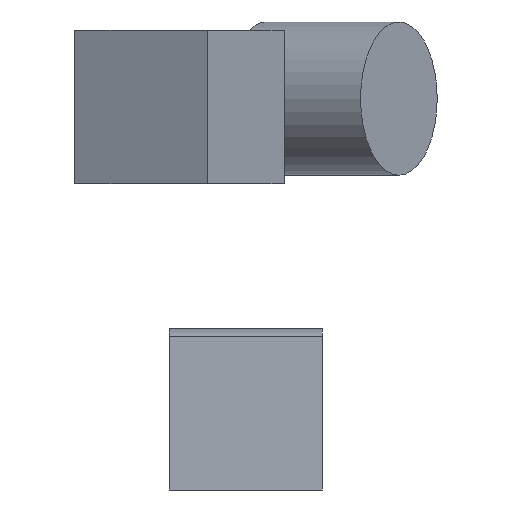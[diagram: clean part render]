
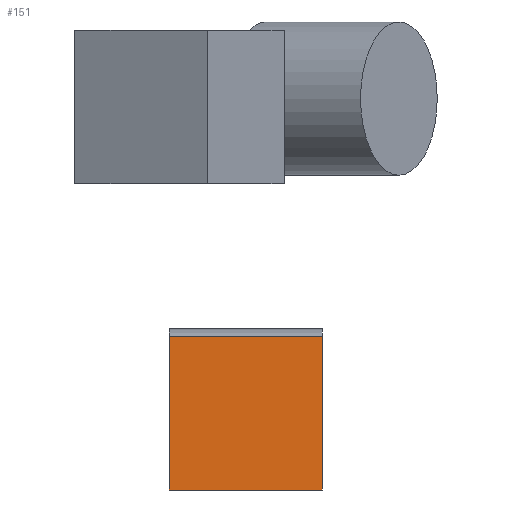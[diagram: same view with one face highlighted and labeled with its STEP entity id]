
A CAD part, left-side view. The second image highlights one B-rep face of the part: STEP entity #151.
In plain terms, the highlighted planar face has unit normal (-1, 0, 0).
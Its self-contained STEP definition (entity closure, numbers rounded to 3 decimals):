
#44=FACE_OUTER_BOUND('',#53,.T.);
#53=EDGE_LOOP('',(#119,#120,#121,#122));
#63=LINE('',#271,#76);
#65=LINE('',#277,#78);
#68=LINE('',#282,#81);
#69=LINE('',#283,#82);
#76=VECTOR('',#217,10.);
#78=VECTOR('',#221,10.);
#81=VECTOR('',#226,10.);
#82=VECTOR('',#227,10.);
#86=VERTEX_POINT('',#264);
#89=VERTEX_POINT('',#269);
#91=VERTEX_POINT('',#274);
#92=VERTEX_POINT('',#276);
#99=EDGE_CURVE('',#89,#86,#63,.T.);
#101=EDGE_CURVE('',#91,#92,#65,.T.);
#104=EDGE_CURVE('',#89,#92,#68,.T.);
#105=EDGE_CURVE('',#86,#91,#69,.T.);
#119=ORIENTED_EDGE('',*,*,#104,.T.);
#120=ORIENTED_EDGE('',*,*,#101,.F.);
#121=ORIENTED_EDGE('',*,*,#105,.F.);
#122=ORIENTED_EDGE('',*,*,#99,.F.);
#143=PLANE('',#189);
#151=ADVANCED_FACE('',(#44),#143,.F.);
#189=AXIS2_PLACEMENT_3D('',#281,#224,#225);
#217=DIRECTION('',(0.,0.,1.));
#221=DIRECTION('',(0.,0.,-1.));
#224=DIRECTION('center_axis',(1.,0.,0.));
#225=DIRECTION('ref_axis',(0.,1.,0.));
#226=DIRECTION('',(0.,-1.,0.));
#227=DIRECTION('',(0.,-1.,0.));
#264=CARTESIAN_POINT('',(-60.,40.,20.));
#269=CARTESIAN_POINT('',(-60.,40.,-20.));
#271=CARTESIAN_POINT('',(-60.,40.,0.));
#274=CARTESIAN_POINT('',(-60.,0.,20.));
#276=CARTESIAN_POINT('',(-60.,0.,-20.));
#277=CARTESIAN_POINT('',(-60.,0.,0.));
#281=CARTESIAN_POINT('Origin',(-60.,20.,0.));
#282=CARTESIAN_POINT('',(-60.,20.,-20.));
#283=CARTESIAN_POINT('',(-60.,20.,20.));
